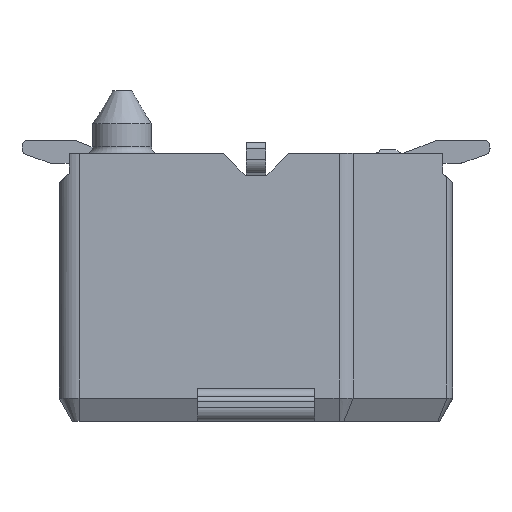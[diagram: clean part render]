
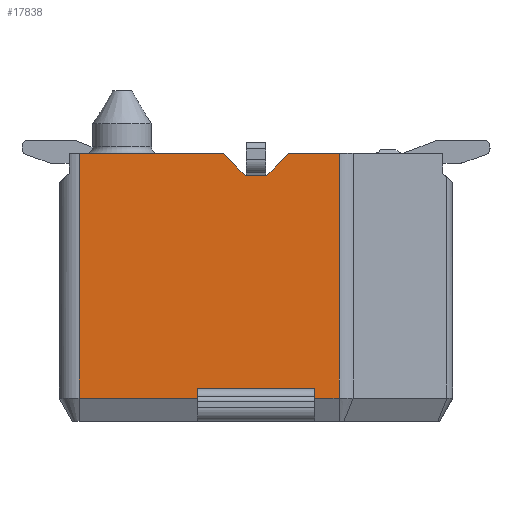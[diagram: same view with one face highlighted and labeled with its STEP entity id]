
A CAD part, left-side view. The second image highlights one B-rep face of the part: STEP entity #17838.
In plain terms, the highlighted planar face has unit normal (-1, 0, 0).
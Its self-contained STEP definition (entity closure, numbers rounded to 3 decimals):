
#14227=CARTESIAN_POINT('',(-10.,-1.261,4.06));
#14228=VERTEX_POINT('',#14227);
#14236=CARTESIAN_POINT('',(-10.,-1.261,0.35));
#14237=VERTEX_POINT('',#14236);
#14238=CARTESIAN_POINT('',(-10.,-1.261,4.06));
#14239=DIRECTION('',(0.,0.,-1.));
#14240=VECTOR('',#14239,3.71);
#14241=LINE('',#14238,#14240);
#14242=EDGE_CURVE('',#14228,#14237,#14241,.T.);
#14526=CARTESIAN_POINT('',(-10.,2.685,0.35));
#14527=VERTEX_POINT('',#14526);
#16855=CARTESIAN_POINT('',(-10.,2.685,4.06));
#16856=VERTEX_POINT('',#16855);
#16857=CARTESIAN_POINT('',(-10.,2.685,0.35));
#16858=DIRECTION('',(0.,0.,1.));
#16859=VECTOR('',#16858,3.71);
#16860=LINE('',#16857,#16859);
#16861=EDGE_CURVE('',#14527,#16856,#16860,.T.);
#16967=CARTESIAN_POINT('',(-10.,-0.165,3.73));
#16968=VERTEX_POINT('',#16967);
#16985=CARTESIAN_POINT('',(-10.,0.165,3.73));
#16986=VERTEX_POINT('',#16985);
#16993=CARTESIAN_POINT('',(-10.,0.165,3.73));
#16994=DIRECTION('',(0.,-1.,0.));
#16995=VECTOR('',#16994,0.33);
#16996=LINE('',#16993,#16995);
#16997=EDGE_CURVE('',#16986,#16968,#16996,.T.);
#17118=CARTESIAN_POINT('',(-10.,0.495,4.06));
#17119=VERTEX_POINT('',#17118);
#17120=CARTESIAN_POINT('',(-10.,0.495,4.06));
#17121=DIRECTION('',(0.,-0.707,-0.707));
#17122=VECTOR('',#17121,0.467);
#17123=LINE('',#17120,#17122);
#17124=EDGE_CURVE('',#17119,#16986,#17123,.T.);
#17220=CARTESIAN_POINT('',(-10.,-0.495,4.06));
#17221=VERTEX_POINT('',#17220);
#17237=CARTESIAN_POINT('',(-10.,-0.165,3.73));
#17238=DIRECTION('',(0.,-0.707,0.707));
#17239=VECTOR('',#17238,0.467);
#17240=LINE('',#17237,#17239);
#17241=EDGE_CURVE('',#16968,#17221,#17240,.T.);
#17701=CARTESIAN_POINT('',(-10.,0.89,0.35));
#17702=VERTEX_POINT('',#17701);
#17709=CARTESIAN_POINT('',(-10.,0.89,0.35));
#17710=DIRECTION('',(0.,1.,0.));
#17711=VECTOR('',#17710,1.795);
#17712=LINE('',#17709,#17711);
#17713=EDGE_CURVE('',#17702,#14527,#17712,.T.);
#17724=CARTESIAN_POINT('',(-10.,-0.89,0.35));
#17725=VERTEX_POINT('',#17724);
#17726=CARTESIAN_POINT('',(-10.,-1.261,0.35));
#17727=DIRECTION('',(0.,1.,0.));
#17728=VECTOR('',#17727,0.371);
#17729=LINE('',#17726,#17728);
#17730=EDGE_CURVE('',#14237,#17725,#17729,.T.);
#17790=CARTESIAN_POINT('',(-10.,0.8,2.03));
#17791=DIRECTION('',(0.,-1.,0.));
#17792=DIRECTION('',(-1.,0.,0.));
#17793=AXIS2_PLACEMENT_3D('',#17790,#17792,#17791);
#17794=PLANE('',#17793);
#17795=ORIENTED_EDGE('',*,*,#16997,.F.);
#17796=ORIENTED_EDGE('',*,*,#17124,.F.);
#17797=CARTESIAN_POINT('',(-10.,2.685,4.06));
#17798=DIRECTION('',(0.,-1.,0.));
#17799=VECTOR('',#17798,2.19);
#17800=LINE('',#17797,#17799);
#17801=EDGE_CURVE('',#16856,#17119,#17800,.T.);
#17802=ORIENTED_EDGE('',*,*,#17801,.F.);
#17803=ORIENTED_EDGE('',*,*,#16861,.F.);
#17804=ORIENTED_EDGE('',*,*,#17713,.F.);
#17805=CARTESIAN_POINT('',(-10.,0.89,0.5));
#17806=VERTEX_POINT('',#17805);
#17807=CARTESIAN_POINT('',(-10.,0.89,0.35));
#17808=DIRECTION('',(0.,0.,1.));
#17809=VECTOR('',#17808,0.15);
#17810=LINE('',#17807,#17809);
#17811=EDGE_CURVE('',#17702,#17806,#17810,.T.);
#17812=ORIENTED_EDGE('',*,*,#17811,.T.);
#17813=CARTESIAN_POINT('',(-10.,-0.89,0.5));
#17814=VERTEX_POINT('',#17813);
#17815=CARTESIAN_POINT('',(-10.,0.89,0.5));
#17816=DIRECTION('',(0.,-1.,0.));
#17817=VECTOR('',#17816,1.78);
#17818=LINE('',#17815,#17817);
#17819=EDGE_CURVE('',#17806,#17814,#17818,.T.);
#17820=ORIENTED_EDGE('',*,*,#17819,.T.);
#17821=CARTESIAN_POINT('',(-10.,-0.89,0.5));
#17822=DIRECTION('',(0.,0.,-1.));
#17823=VECTOR('',#17822,0.15);
#17824=LINE('',#17821,#17823);
#17825=EDGE_CURVE('',#17814,#17725,#17824,.T.);
#17826=ORIENTED_EDGE('',*,*,#17825,.T.);
#17827=ORIENTED_EDGE('',*,*,#17730,.F.);
#17828=ORIENTED_EDGE('',*,*,#14242,.F.);
#17829=CARTESIAN_POINT('',(-10.,-0.495,4.06));
#17830=DIRECTION('',(0.,-1.,0.));
#17831=VECTOR('',#17830,0.766);
#17832=LINE('',#17829,#17831);
#17833=EDGE_CURVE('',#17221,#14228,#17832,.T.);
#17834=ORIENTED_EDGE('',*,*,#17833,.F.);
#17835=ORIENTED_EDGE('',*,*,#17241,.F.);
#17836=EDGE_LOOP('',(#17795,#17796,#17802,#17803,#17804,#17812,#17820,#17826,#17827,#17828,#17834,#17835));
#17837=FACE_OUTER_BOUND('',#17836,.T.);
#17838=ADVANCED_FACE('',(#17837),#17794,.T.);
